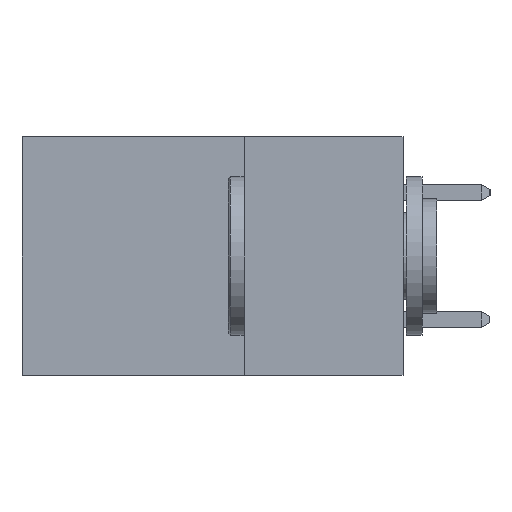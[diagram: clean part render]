
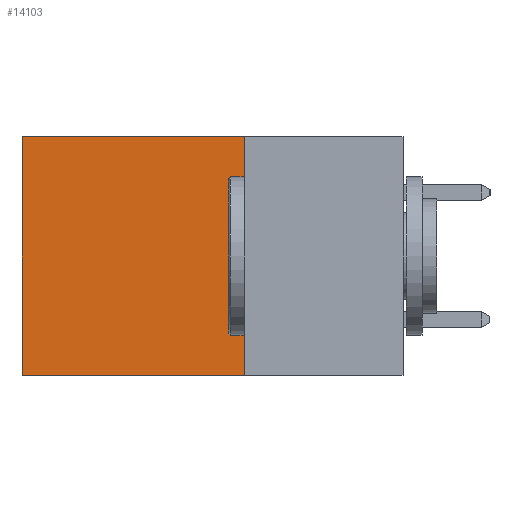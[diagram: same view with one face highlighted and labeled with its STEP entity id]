
A CAD part, left-side view. The second image highlights one B-rep face of the part: STEP entity #14103.
In plain terms, the highlighted planar face has unit normal (-1, 0, 0).
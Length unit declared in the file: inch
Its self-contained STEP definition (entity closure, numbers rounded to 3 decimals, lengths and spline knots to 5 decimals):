
#18 = VECTOR ( 'NONE', #8979, 39.37008 ) ;
#337 = ORIENTED_EDGE ( 'NONE', *, *, #9232, .T. ) ;
#727 = CARTESIAN_POINT ( 'NONE',  ( 0.2875, 0.25, -0.375 ) ) ;
#1195 = FACE_OUTER_BOUND ( 'NONE', #2497, .T. ) ;
#1439 = LINE ( 'NONE', #11398, #9142 ) ;
#1743 = DIRECTION ( 'NONE',  ( 0., 0., -1. ) ) ;
#2029 = VERTEX_POINT ( 'NONE', #6047 ) ;
#2141 = CARTESIAN_POINT ( 'NONE',  ( 0.2875, 0.25, -0.375 ) ) ;
#2497 = EDGE_LOOP ( 'NONE', ( #337, #4833, #12110, #5792 ) ) ;
#2561 = AXIS2_PLACEMENT_3D ( 'NONE', #10212, #9121, #13558 ) ;
#2737 = VERTEX_POINT ( 'NONE', #14086 ) ;
#2909 = CARTESIAN_POINT ( 'NONE',  ( 0.2875, 0.6, -0.375 ) ) ;
#3307 = EDGE_CURVE ( 'NONE', #2029, #10161, #13337, .T. ) ;
#3396 = PLANE ( 'NONE',  #2561 ) ;
#4473 = VECTOR ( 'NONE', #6683, 39.37008 ) ;
#4833 = ORIENTED_EDGE ( 'NONE', *, *, #5011, .F. ) ;
#5011 = EDGE_CURVE ( 'NONE', #10161, #10027, #13280, .T. ) ;
#5390 = CARTESIAN_POINT ( 'NONE',  ( 0.2875, 0.6, -0.375 ) ) ;
#5792 = ORIENTED_EDGE ( 'NONE', *, *, #12034, .T. ) ;
#5885 = DIRECTION ( 'NONE',  ( 0., 1., 0. ) ) ;
#6047 = CARTESIAN_POINT ( 'NONE',  ( 0.2875, 0.25, 0. ) ) ;
#6683 = DIRECTION ( 'NONE',  ( 0., 1., 0. ) ) ;
#7846 = CARTESIAN_POINT ( 'NONE',  ( 0.2875, 0.25, -0.375 ) ) ;
#8419 = LINE ( 'NONE', #2909, #12870 ) ;
#8979 = DIRECTION ( 'NONE',  ( 0., 0., -1. ) ) ;
#9121 = DIRECTION ( 'NONE',  ( 1., 0., 0. ) ) ;
#9142 = VECTOR ( 'NONE', #5885, 39.37008 ) ;
#9232 = EDGE_CURVE ( 'NONE', #2737, #10027, #8419, .T. ) ;
#10027 = VERTEX_POINT ( 'NONE', #5390 ) ;
#10161 = VERTEX_POINT ( 'NONE', #727 ) ;
#10212 = CARTESIAN_POINT ( 'NONE',  ( 0.2875, 0.25, -0.375 ) ) ;
#11398 = CARTESIAN_POINT ( 'NONE',  ( 0.2875, 0.25, 0. ) ) ;
#12034 = EDGE_CURVE ( 'NONE', #2029, #2737, #1439, .T. ) ;
#12110 = ORIENTED_EDGE ( 'NONE', *, *, #3307, .F. ) ;
#12870 = VECTOR ( 'NONE', #1743, 39.37008 ) ;
#13280 = LINE ( 'NONE', #7846, #4473 ) ;
#13337 = LINE ( 'NONE', #2141, #18 ) ;
#13558 = DIRECTION ( 'NONE',  ( 0., 0., -1. ) ) ;
#14086 = CARTESIAN_POINT ( 'NONE',  ( 0.2875, 0.6, 0. ) ) ;
#14103 = ADVANCED_FACE ( 'NONE', ( #1195 ), #3396, .F. ) ;
